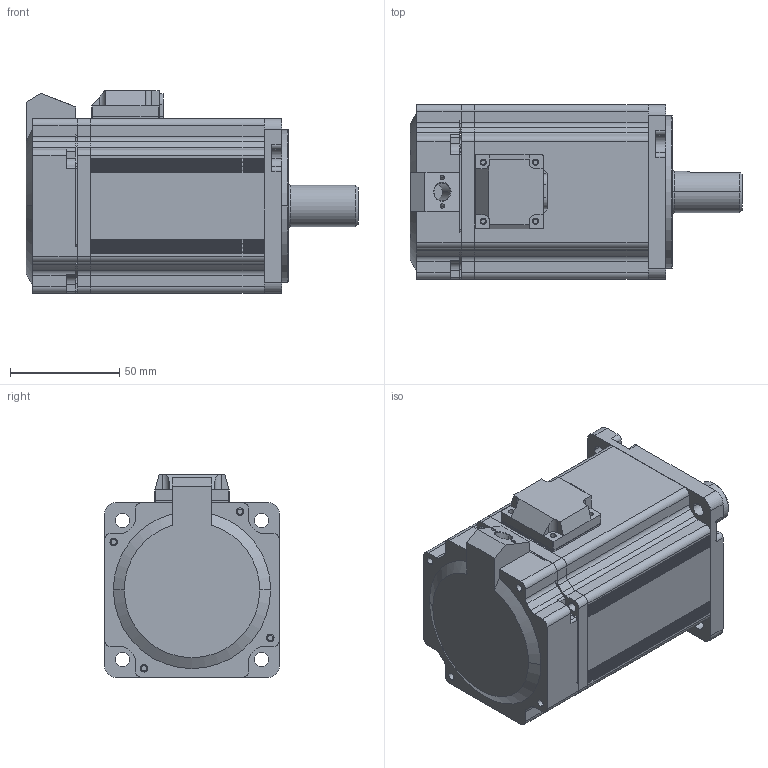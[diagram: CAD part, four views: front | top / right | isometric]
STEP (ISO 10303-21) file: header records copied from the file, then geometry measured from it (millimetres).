
FILE_DESCRIPTION (( 'STEP AP203' ), '1' );
FILE_NAME ('MS6S-80CM(CS)30B1-20P7.STEP', '2020-09-29T03:26:20', ( '' ), ( '' ), 'SwSTEP 2.0', 'SolidWorks 2016', '' );
FILE_SCHEMA (( 'CONFIG_CONTROL_DESIGN' ));
Length unit declared in the file: millimetre
Products named in the file (1): MS6S-80CM(CS)30B1-20P7
Bounding box: 152 x 80 x 92.8 mm (x, y, z)
Surface area: 66859.4 mm2 (no closed solid volume)
Topology: 0 solids, 164 shells, 1107 faces, 3494 edges, 2545 vertices
Faces by surface type: cylinder 671, plane 331, cone 34, sphere 28, bspline 26, torus 17
Entity records: 39916 total; most frequent: CARTESIAN_POINT 8468, DIRECTION 7167, ORIENTED_EDGE 5448, EDGE_CURVE 3494, AXIS2_PLACEMENT_3D 2682, VERTEX_POINT 2545, LINE 1803, VECTOR 1803
